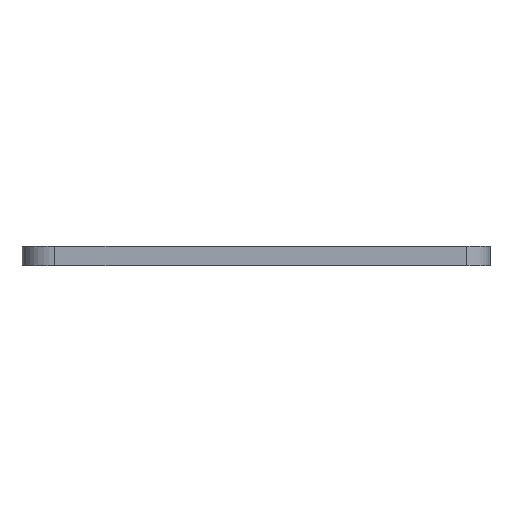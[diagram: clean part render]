
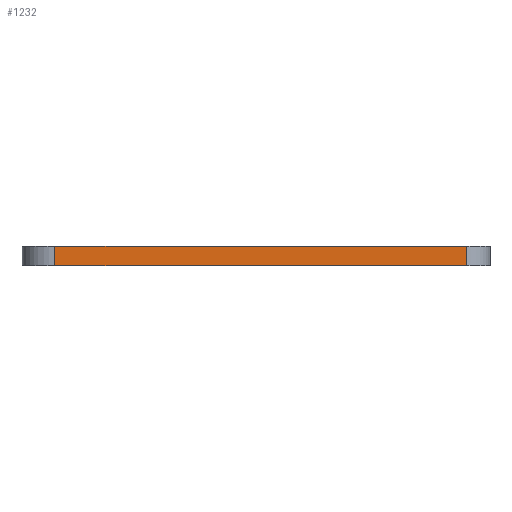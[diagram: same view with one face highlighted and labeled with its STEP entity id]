
A CAD part, front view. The second image highlights one B-rep face of the part: STEP entity #1232.
In plain terms, the highlighted planar face has unit normal (0, -1, 0).
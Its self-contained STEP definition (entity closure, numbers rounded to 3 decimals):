
#195 = VERTEX_POINT('',#196);
#196 = CARTESIAN_POINT('',(132.99,-116.434,0.));
#203 = EDGE_CURVE('',#204,#195,#206,.T.);
#204 = VERTEX_POINT('',#205);
#205 = CARTESIAN_POINT('',(164.74,-116.434,0.));
#206 = LINE('',#207,#208);
#207 = CARTESIAN_POINT('',(164.74,-116.434,0.));
#208 = VECTOR('',#209,1.);
#209 = DIRECTION('',(-1.,0.,0.));
#716 = VERTEX_POINT('',#717);
#717 = CARTESIAN_POINT('',(132.99,-116.434,1.51));
#724 = EDGE_CURVE('',#725,#716,#727,.T.);
#725 = VERTEX_POINT('',#726);
#726 = CARTESIAN_POINT('',(164.74,-116.434,1.51));
#727 = LINE('',#728,#729);
#728 = CARTESIAN_POINT('',(164.74,-116.434,1.51));
#729 = VECTOR('',#730,1.);
#730 = DIRECTION('',(-1.,0.,0.));
#1204 = EDGE_CURVE('',#204,#725,#1205,.T.);
#1205 = LINE('',#1206,#1207);
#1206 = CARTESIAN_POINT('',(164.74,-116.434,0.));
#1207 = VECTOR('',#1208,1.);
#1208 = DIRECTION('',(0.,0.,1.));
#1232 = ADVANCED_FACE('',(#1233),#1244,.T.);
#1233 = FACE_BOUND('',#1234,.T.);
#1234 = EDGE_LOOP('',(#1235,#1236,#1237,#1243));
#1235 = ORIENTED_EDGE('',*,*,#1204,.T.);
#1236 = ORIENTED_EDGE('',*,*,#724,.T.);
#1237 = ORIENTED_EDGE('',*,*,#1238,.F.);
#1238 = EDGE_CURVE('',#195,#716,#1239,.T.);
#1239 = LINE('',#1240,#1241);
#1240 = CARTESIAN_POINT('',(132.99,-116.434,0.));
#1241 = VECTOR('',#1242,1.);
#1242 = DIRECTION('',(0.,0.,1.));
#1243 = ORIENTED_EDGE('',*,*,#203,.F.);
#1244 = PLANE('',#1245);
#1245 = AXIS2_PLACEMENT_3D('',#1246,#1247,#1248);
#1246 = CARTESIAN_POINT('',(164.74,-116.434,0.));
#1247 = DIRECTION('',(0.,-1.,0.));
#1248 = DIRECTION('',(-1.,0.,0.));
